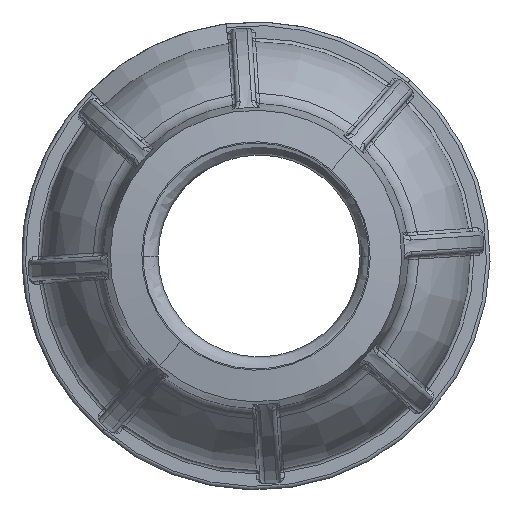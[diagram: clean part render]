
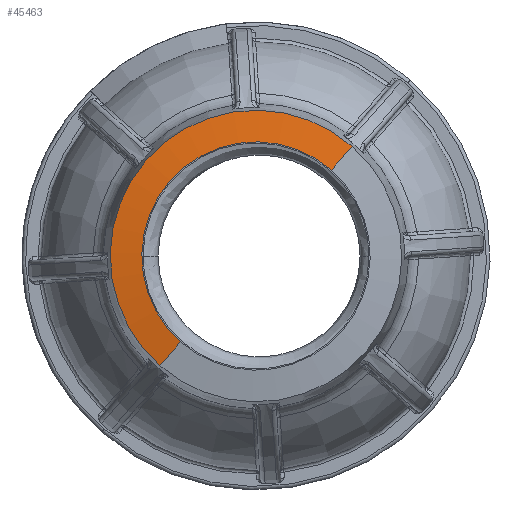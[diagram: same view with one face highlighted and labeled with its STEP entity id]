
A CAD part, left-side view. The second image highlights one B-rep face of the part: STEP entity #45463.
In plain terms, the highlighted conical face has half-angle 82 degrees and reference radius 12.78 mm.
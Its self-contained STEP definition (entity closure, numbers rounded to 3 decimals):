
#1064 = CONICAL_SURFACE ( 'NONE', #14314, 12.78, 1.431 ) ;
#1451 = DIRECTION ( 'NONE',  ( 0., -0.659, 0.752 ) ) ;
#2344 = EDGE_CURVE ( 'NONE', #48046, #57895, #30358, .T. ) ;
#2536 = FACE_OUTER_BOUND ( 'NONE', #7986, .T. ) ;
#7986 = EDGE_LOOP ( 'NONE', ( #48214, #36568, #41755, #42950 ) ) ;
#8757 = VERTEX_POINT ( 'NONE', #34911 ) ;
#9642 = AXIS2_PLACEMENT_3D ( 'NONE', #38636, #10084, #43432 ) ;
#10084 = DIRECTION ( 'NONE',  ( -1., 0., 0. ) ) ;
#10880 = DIRECTION ( 'NONE',  ( 0.139, -0.653, 0.744 ) ) ;
#14314 = AXIS2_PLACEMENT_3D ( 'NONE', #21355, #35529, #54679 ) ;
#15161 = EDGE_CURVE ( 'NONE', #8757, #28201, #28533, .T. ) ;
#15405 = CARTESIAN_POINT ( 'NONE',  ( -72.204, -122.46, 12.261 ) ) ;
#15821 = VECTOR ( 'NONE', #22893, 1000. ) ;
#15975 = AXIS2_PLACEMENT_3D ( 'NONE', #58474, #29970, #1451 ) ;
#16153 = VECTOR ( 'NONE', #10880, 1000. ) ;
#21355 = CARTESIAN_POINT ( 'NONE',  ( -72.7, -111.703, 0. ) ) ;
#22893 = DIRECTION ( 'NONE',  ( 0.139, 0.653, -0.744 ) ) ;
#27640 = CIRCLE ( 'NONE', #9642, 12.78 ) ;
#28201 = VERTEX_POINT ( 'NONE', #30217 ) ;
#28533 = LINE ( 'NONE', #60376, #15821 ) ;
#29885 = CARTESIAN_POINT ( 'NONE',  ( -72.7, -120.131, 9.607 ) ) ;
#29970 = DIRECTION ( 'NONE',  ( 1., 0., 0. ) ) ;
#30217 = CARTESIAN_POINT ( 'NONE',  ( -72.204, -100.947, -12.261 ) ) ;
#30358 = LINE ( 'NONE', #29885, #16153 ) ;
#30625 = EDGE_CURVE ( 'NONE', #28201, #57895, #36367, .T. ) ;
#34911 = CARTESIAN_POINT ( 'NONE',  ( -72.7, -103.276, -9.607 ) ) ;
#35529 = DIRECTION ( 'NONE',  ( 1., 0., 0. ) ) ;
#36367 = CIRCLE ( 'NONE', #15975, 16.311 ) ;
#36568 = ORIENTED_EDGE ( 'NONE', *, *, #2344, .T. ) ;
#38636 = CARTESIAN_POINT ( 'NONE',  ( -72.7, -111.703, 0. ) ) ;
#41755 = ORIENTED_EDGE ( 'NONE', *, *, #30625, .F. ) ;
#42950 = ORIENTED_EDGE ( 'NONE', *, *, #15161, .F. ) ;
#43432 = DIRECTION ( 'NONE',  ( 0., 0.659, -0.752 ) ) ;
#45463 = ADVANCED_FACE ( 'NONE', ( #2536 ), #1064, .T. ) ;
#48046 = VERTEX_POINT ( 'NONE', #58069 ) ;
#48214 = ORIENTED_EDGE ( 'NONE', *, *, #50516, .F. ) ;
#50516 = EDGE_CURVE ( 'NONE', #48046, #8757, #27640, .T. ) ;
#54679 = DIRECTION ( 'NONE',  ( 0., 0.659, -0.752 ) ) ;
#57895 = VERTEX_POINT ( 'NONE', #15405 ) ;
#58069 = CARTESIAN_POINT ( 'NONE',  ( -72.7, -120.131, 9.607 ) ) ;
#58474 = CARTESIAN_POINT ( 'NONE',  ( -72.204, -111.703, 0. ) ) ;
#60376 = CARTESIAN_POINT ( 'NONE',  ( -72.7, -103.276, -9.607 ) ) ;
